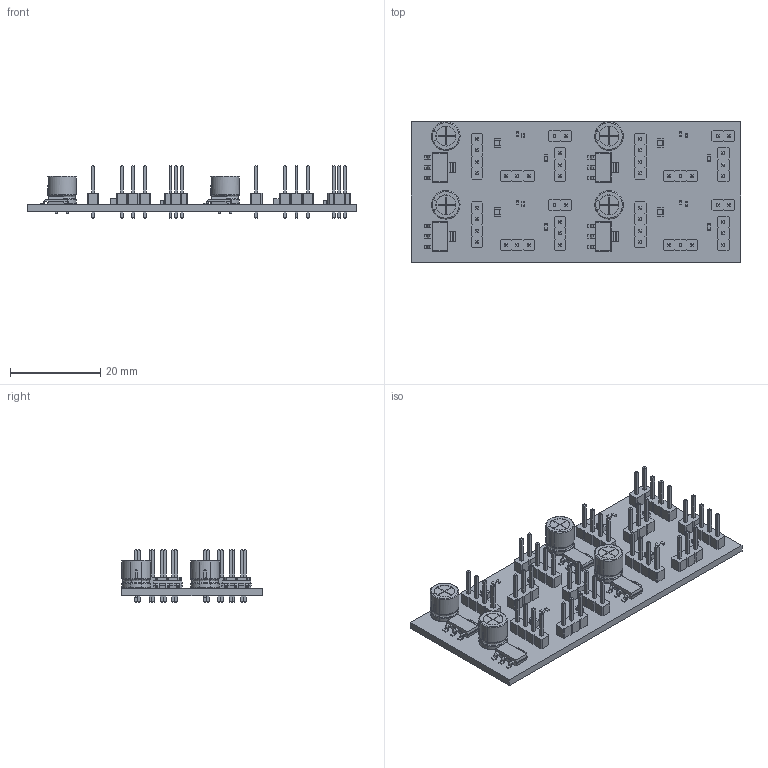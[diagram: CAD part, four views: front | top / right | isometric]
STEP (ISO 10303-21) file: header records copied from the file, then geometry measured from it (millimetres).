
FILE_DESCRIPTION(('KiCad electronic assembly'),'2;1');
FILE_NAME('kc9102breakout.step','2021-07-15T16:33:30',('An Author'),( 'A Company'),'Open CASCADE STEP processor 6.9', 'KiCad to STEP converter','Unknown');
FILE_SCHEMA(('AUTOMOTIVE_DESIGN { 1 0 10303 214 1 1 1 1 }'));
Length unit declared in the file: millimetre
Products named in the file (18): Open CASCADE STEP translator 6.9 1; CP_Radial_D6.3mm_P2.50mm; SOLID; PinHeader_1x03_P2.54mm_Vertical; PinHeader_1x02_P2.54mm_Vertical; C_0805_2012Metric; PinHeader_1x04_P2.54mm_Vertical; C_0603_1608Metric; R_0402_1005Metric; SOT-223; COMPOUND
Assembly tree (49 placements, depth 3):
  Open CASCADE STEP translator 6.9 1
    CP_Radial_D6.3mm_P2.50mm  x4
      SOLID
    PinHeader_1x03_P2.54mm_Vertical  x8
      SOLID
    PinHeader_1x02_P2.54mm_Vertical  x4
      SOLID
    C_0805_2012Metric  x4
      SOLID
    PinHeader_1x04_P2.54mm_Vertical  x4
      SOLID
    C_0603_1608Metric  x4
      SOLID
    R_0402_1005Metric  x8
      SOLID
    SOT-223  x4
      SOLID
    COMPOUND
Bounding box: 73.03 x 31.11 x 11.54 mm (x, y, z)
Volume: 5434.8 mm3; surface area: 8995.9 mm2
Topology: 41 solids, 45 shells, 2206 faces, 5408 edges, 3416 vertices
Faces by surface type: plane 1770, cylinder 332, bspline 80, revolution 16, torus 8
Full cylindrical faces by diameter (mm): 0.5 x8, 0.8 x8, 1 x48
Entity records: 35735 total; most frequent: CARTESIAN_POINT 6987, DIRECTION 4771, LINE 3139, VECTOR 3139, ORIENTED_EDGE 2478, PCURVE 2478, DEFINITIONAL_REPRESENTATION 2478, EDGE_CURVE 1239
